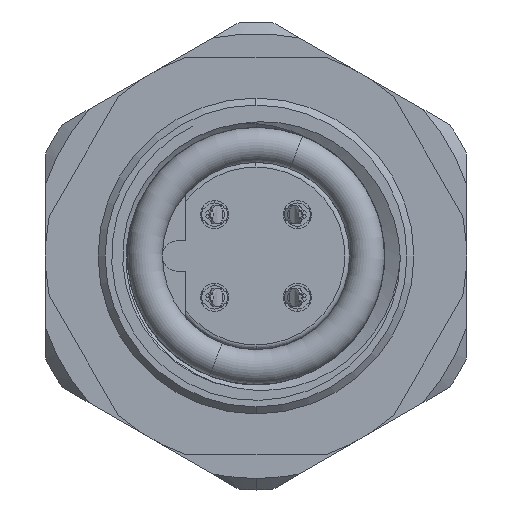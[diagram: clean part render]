
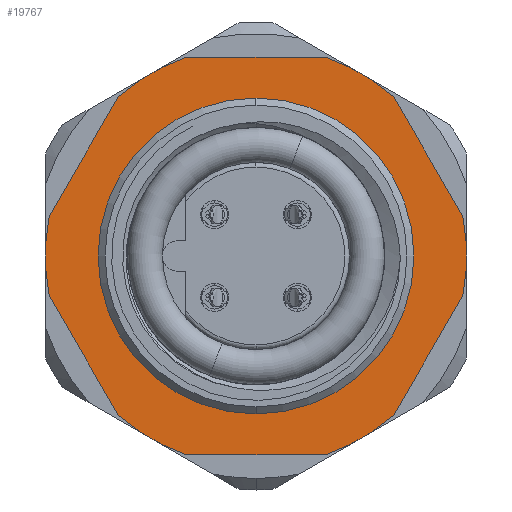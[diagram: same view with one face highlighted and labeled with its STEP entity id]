
A CAD part, left-side view. The second image highlights one B-rep face of the part: STEP entity #19767.
In plain terms, the highlighted face is planar.
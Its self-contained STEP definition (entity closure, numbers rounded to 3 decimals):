
#163 = LINE ( 'NONE', #13912, #23984 ) ;
#597 = VERTEX_POINT ( 'NONE', #8844 ) ;
#809 = ORIENTED_EDGE ( 'NONE', *, *, #10988, .F. ) ;
#1212 = EDGE_CURVE ( 'NONE', #28683, #20742, #28736, .T. ) ;
#1269 = AXIS2_PLACEMENT_3D ( 'NONE', #6884, #16395, #4622 ) ;
#1684 = CARTESIAN_POINT ( 'NONE',  ( -3., 0., 0. ) ) ;
#1978 = DIRECTION ( 'NONE',  ( -1., 0., 0. ) ) ;
#2476 = VECTOR ( 'NONE', #28200, 1000. ) ;
#2693 = ORIENTED_EDGE ( 'NONE', *, *, #1212, .F. ) ;
#3353 = DIRECTION ( 'NONE',  ( -1., 0., 0. ) ) ;
#3441 = FACE_BOUND ( 'NONE', #15990, .T. ) ;
#4012 = VERTEX_POINT ( 'NONE', #22748 ) ;
#4124 = DIRECTION ( 'NONE',  ( 0., 0., 1. ) ) ;
#4486 = CARTESIAN_POINT ( 'NONE',  ( -3., 2.958, -8.5 ) ) ;
#4622 = DIRECTION ( 'NONE',  ( 0., 0., 1. ) ) ;
#4899 = CARTESIAN_POINT ( 'NONE',  ( -3., 0., 0. ) ) ;
#5057 = CARTESIAN_POINT ( 'NONE',  ( -3., -5.111, 8.147 ) ) ;
#5058 = EDGE_CURVE ( 'NONE', #26859, #4012, #16446, .T. ) ;
#5309 = EDGE_CURVE ( 'NONE', #597, #18876, #23737, .T. ) ;
#5618 = ORIENTED_EDGE ( 'NONE', *, *, #29079, .F. ) ;
#5846 = CARTESIAN_POINT ( 'NONE',  ( -3., -2.958, -8.5 ) ) ;
#5906 = CARTESIAN_POINT ( 'NONE',  ( -3., 0., 0. ) ) ;
#6884 = CARTESIAN_POINT ( 'NONE',  ( -3., 0., 0. ) ) ;
#7062 = ORIENTED_EDGE ( 'NONE', *, *, #5058, .T. ) ;
#7284 = CARTESIAN_POINT ( 'NONE',  ( -3., -5.882, 6.812 ) ) ;
#7309 = CARTESIAN_POINT ( 'NONE',  ( -3., -8.84, -1.688 ) ) ;
#7393 = ORIENTED_EDGE ( 'NONE', *, *, #14051, .F. ) ;
#7453 = CARTESIAN_POINT ( 'NONE',  ( -3., 9., 8.5 ) ) ;
#7643 = CARTESIAN_POINT ( 'NONE',  ( -3., 0., 6.75 ) ) ;
#7729 = EDGE_CURVE ( 'NONE', #17701, #597, #11381, .T. ) ;
#8160 = DIRECTION ( 'NONE',  ( 0., 0.5, -0.866 ) ) ;
#8254 = ORIENTED_EDGE ( 'NONE', *, *, #27959, .F. ) ;
#8400 = CARTESIAN_POINT ( 'NONE',  ( -3., 9., 0. ) ) ;
#8411 = DIRECTION ( 'NONE',  ( 0., -0.5, 0.866 ) ) ;
#8451 = DIRECTION ( 'NONE',  ( 0., 0., 1. ) ) ;
#8638 = CARTESIAN_POINT ( 'NONE',  ( -3., -5.882, -6.812 ) ) ;
#8844 = CARTESIAN_POINT ( 'NONE',  ( -3., -8.84, 1.688 ) ) ;
#9267 = LINE ( 'NONE', #7453, #29644 ) ;
#9464 = EDGE_CURVE ( 'NONE', #23861, #13585, #25994, .T. ) ;
#10226 = DIRECTION ( 'NONE',  ( -1., 0., 0. ) ) ;
#10680 = LINE ( 'NONE', #28843, #26807 ) ;
#10777 = DIRECTION ( 'NONE',  ( -1., 0., 0. ) ) ;
#10849 = CIRCLE ( 'NONE', #13274, 9. ) ;
#10988 = EDGE_CURVE ( 'NONE', #24267, #28683, #18046, .T. ) ;
#11072 = CARTESIAN_POINT ( 'NONE',  ( -3., 0., 0. ) ) ;
#11110 = AXIS2_PLACEMENT_3D ( 'NONE', #1684, #3353, #8451 ) ;
#11381 = CIRCLE ( 'NONE', #1269, 9. ) ;
#12372 = DIRECTION ( 'NONE',  ( 0., 0., 1. ) ) ;
#13274 = AXIS2_PLACEMENT_3D ( 'NONE', #11072, #10777, #4124 ) ;
#13323 = CARTESIAN_POINT ( 'NONE',  ( -3., 2.958, 8.5 ) ) ;
#13585 = VERTEX_POINT ( 'NONE', #4486 ) ;
#13691 = DIRECTION ( 'NONE',  ( -1., 0., 0. ) ) ;
#13853 = AXIS2_PLACEMENT_3D ( 'NONE', #27394, #18730, #14065 ) ;
#13912 = CARTESIAN_POINT ( 'NONE',  ( -3., 9., -8.5 ) ) ;
#14051 = EDGE_CURVE ( 'NONE', #14149, #24267, #9267, .T. ) ;
#14065 = DIRECTION ( 'NONE',  ( 0., 0., 1. ) ) ;
#14149 = VERTEX_POINT ( 'NONE', #15570 ) ;
#14267 = DIRECTION ( 'NONE',  ( 0., 1., 0. ) ) ;
#14441 = DIRECTION ( 'NONE',  ( 0., 0., 1. ) ) ;
#14646 = DIRECTION ( 'NONE',  ( -1., 0., 0. ) ) ;
#15570 = CARTESIAN_POINT ( 'NONE',  ( -3., -2.958, 8.5 ) ) ;
#15969 = EDGE_CURVE ( 'NONE', #4012, #26859, #23139, .T. ) ;
#15990 = EDGE_LOOP ( 'NONE', ( #7062, #26155 ) ) ;
#16378 = CIRCLE ( 'NONE', #24541, 9. ) ;
#16383 = DIRECTION ( 'NONE',  ( -1., 0., 0. ) ) ;
#16395 = DIRECTION ( 'NONE',  ( -1., 0., 0. ) ) ;
#16446 = CIRCLE ( 'NONE', #20306, 6.75 ) ;
#16505 = VERTEX_POINT ( 'NONE', #8638 ) ;
#16609 = DIRECTION ( 'NONE',  ( 0., -0.5, -0.866 ) ) ;
#16926 = CARTESIAN_POINT ( 'NONE',  ( -3., 8.84, -1.688 ) ) ;
#17026 = ORIENTED_EDGE ( 'NONE', *, *, #9464, .F. ) ;
#17338 = DIRECTION ( 'NONE',  ( 0., 0., 1. ) ) ;
#17701 = VERTEX_POINT ( 'NONE', #7309 ) ;
#18046 = CIRCLE ( 'NONE', #23791, 9. ) ;
#18121 = EDGE_LOOP ( 'NONE', ( #27008, #25342, #2693, #809, #7393, #24943, #21333, #19303, #8254, #5618, #27109, #17026 ) ) ;
#18199 = CARTESIAN_POINT ( 'NONE',  ( -3., 5.882, 6.812 ) ) ;
#18730 = DIRECTION ( 'NONE',  ( -1., 0., 0. ) ) ;
#18876 = VERTEX_POINT ( 'NONE', #7284 ) ;
#19303 = ORIENTED_EDGE ( 'NONE', *, *, #7729, .F. ) ;
#19767 = ADVANCED_FACE ( 'NONE', ( #3441, #24369 ), #26299, .F. ) ;
#20306 = AXIS2_PLACEMENT_3D ( 'NONE', #27599, #13691, #27904 ) ;
#20742 = VERTEX_POINT ( 'NONE', #23749 ) ;
#20761 = AXIS2_PLACEMENT_3D ( 'NONE', #8400, #10226, #17338 ) ;
#21244 = AXIS2_PLACEMENT_3D ( 'NONE', #26614, #14646, #12372 ) ;
#21333 = ORIENTED_EDGE ( 'NONE', *, *, #5309, .F. ) ;
#21622 = CARTESIAN_POINT ( 'NONE',  ( -3., 9.611, -0.353 ) ) ;
#22322 = EDGE_CURVE ( 'NONE', #13585, #24483, #163, .T. ) ;
#22748 = CARTESIAN_POINT ( 'NONE',  ( -3., 0., -6.75 ) ) ;
#23075 = DIRECTION ( 'NONE',  ( 0., -1., 0. ) ) ;
#23139 = CIRCLE ( 'NONE', #11110, 6.75 ) ;
#23737 = LINE ( 'NONE', #5057, #2476 ) ;
#23749 = CARTESIAN_POINT ( 'NONE',  ( -3., 8.84, 1.688 ) ) ;
#23791 = AXIS2_PLACEMENT_3D ( 'NONE', #5906, #1978, #29323 ) ;
#23848 = LINE ( 'NONE', #21622, #29266 ) ;
#23861 = VERTEX_POINT ( 'NONE', #29230 ) ;
#23984 = VECTOR ( 'NONE', #23075, 1000. ) ;
#24120 = CARTESIAN_POINT ( 'NONE',  ( -3., 9.611, 0.353 ) ) ;
#24267 = VERTEX_POINT ( 'NONE', #13323 ) ;
#24369 = FACE_OUTER_BOUND ( 'NONE', #18121, .T. ) ;
#24483 = VERTEX_POINT ( 'NONE', #5846 ) ;
#24541 = AXIS2_PLACEMENT_3D ( 'NONE', #4899, #16383, #14441 ) ;
#24943 = ORIENTED_EDGE ( 'NONE', *, *, #29696, .F. ) ;
#25193 = VERTEX_POINT ( 'NONE', #16926 ) ;
#25342 = ORIENTED_EDGE ( 'NONE', *, *, #28853, .F. ) ;
#25994 = CIRCLE ( 'NONE', #21244, 9. ) ;
#26155 = ORIENTED_EDGE ( 'NONE', *, *, #15969, .T. ) ;
#26299 = PLANE ( 'NONE',  #20761 ) ;
#26614 = CARTESIAN_POINT ( 'NONE',  ( -3., 0., 0. ) ) ;
#26766 = CIRCLE ( 'NONE', #13853, 9. ) ;
#26807 = VECTOR ( 'NONE', #8411, 1000. ) ;
#26859 = VERTEX_POINT ( 'NONE', #7643 ) ;
#27008 = ORIENTED_EDGE ( 'NONE', *, *, #28512, .F. ) ;
#27109 = ORIENTED_EDGE ( 'NONE', *, *, #22322, .F. ) ;
#27394 = CARTESIAN_POINT ( 'NONE',  ( -3., 0., 0. ) ) ;
#27599 = CARTESIAN_POINT ( 'NONE',  ( -3., 0., 0. ) ) ;
#27904 = DIRECTION ( 'NONE',  ( 0., 0., 1. ) ) ;
#27959 = EDGE_CURVE ( 'NONE', #16505, #17701, #10680, .T. ) ;
#28200 = DIRECTION ( 'NONE',  ( 0., 0.5, 0.866 ) ) ;
#28512 = EDGE_CURVE ( 'NONE', #25193, #23861, #23848, .T. ) ;
#28683 = VERTEX_POINT ( 'NONE', #18199 ) ;
#28736 = LINE ( 'NONE', #24120, #29607 ) ;
#28843 = CARTESIAN_POINT ( 'NONE',  ( -3., -5.111, -8.147 ) ) ;
#28853 = EDGE_CURVE ( 'NONE', #20742, #25193, #16378, .T. ) ;
#29079 = EDGE_CURVE ( 'NONE', #24483, #16505, #10849, .T. ) ;
#29230 = CARTESIAN_POINT ( 'NONE',  ( -3., 5.882, -6.812 ) ) ;
#29266 = VECTOR ( 'NONE', #16609, 1000. ) ;
#29323 = DIRECTION ( 'NONE',  ( 0., 0., 1. ) ) ;
#29607 = VECTOR ( 'NONE', #8160, 1000. ) ;
#29644 = VECTOR ( 'NONE', #14267, 1000. ) ;
#29696 = EDGE_CURVE ( 'NONE', #18876, #14149, #26766, .T. ) ;
